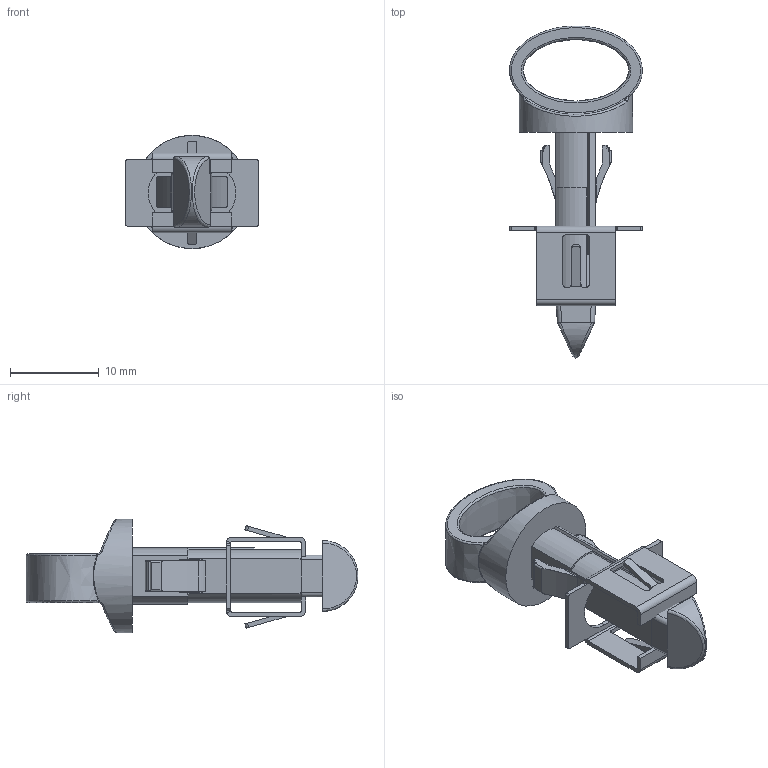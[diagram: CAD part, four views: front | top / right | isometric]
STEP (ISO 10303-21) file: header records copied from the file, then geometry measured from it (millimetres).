
FILE_DESCRIPTION(('STEP AP203'),'1');
FILE_NAME('183.step','2014-05-30T07:35:42',(' '),(' '),'Spatial InterOp 3D',' ',' ');
FILE_SCHEMA(('CONFIG_CONTROL_DESIGN'));
Length unit declared in the file: millimetre
Products named in the file (2): 1; 2
Bounding box: 15.02 x 37.5 x 12.8 mm (x, y, z)
Volume: 1337.2 mm3; surface area: 1831 mm2
Topology: 2 solids, 3 shells, 252 faces, 647 edges, 387 vertices
Faces by surface type: cylinder 97, plane 85, bspline 44, torus 13, sphere 8, extrusion 4, cone 1
Full cylindrical faces by diameter (mm): 4 x1, 12.8 x1
Entity records: 16743 total; most frequent: CARTESIAN_POINT 10942, ORIENTED_EDGE 1240, DIRECTION 1132, EDGE_CURVE 620, AXIS2_PLACEMENT_3D 427, VERTEX_POINT 383, VECTOR 278, LINE 274
